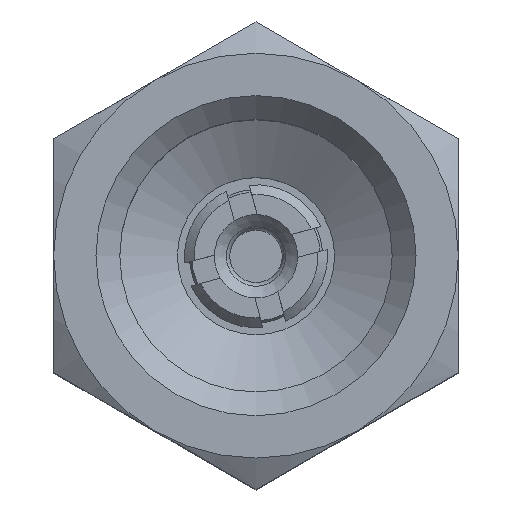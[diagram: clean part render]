
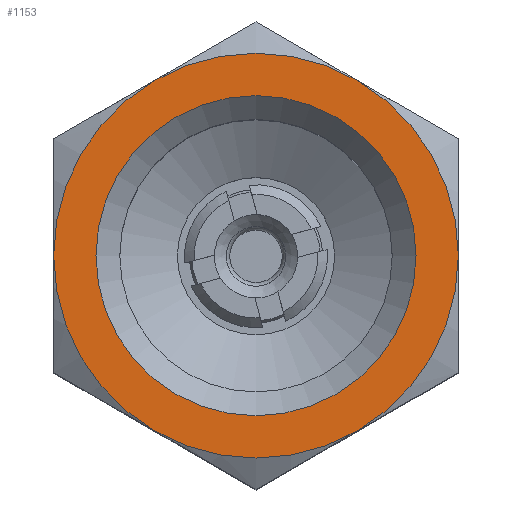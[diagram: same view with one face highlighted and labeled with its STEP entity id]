
A CAD part, top view. The second image highlights one B-rep face of the part: STEP entity #1153.
In plain terms, the highlighted planar face has unit normal (0, 0, 1).
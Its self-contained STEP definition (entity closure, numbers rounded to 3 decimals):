
#282=CARTESIAN_POINT('',(8.5,0.,26.0));
#283=VERTEX_POINT('',#282);
#297=CARTESIAN_POINT('',(4.25,7.361,26.0));
#298=VERTEX_POINT('',#297);
#312=CARTESIAN_POINT('',(0.0,0.0,26.0));
#313=DIRECTION('',(0.0,0.0,1.0));
#314=DIRECTION('',(-1.0,0.0,0.0));
#315=AXIS2_PLACEMENT_3D('',#312,#313,#314);
#316=CIRCLE('',#315,8.5);
#317=EDGE_CURVE('',#283,#298,#316,.T.);
#329=CARTESIAN_POINT('',(4.25,-7.361,26.0));
#330=VERTEX_POINT('',#329);
#357=CARTESIAN_POINT('',(0.0,0.0,26.0));
#358=DIRECTION('',(0.0,0.0,1.0));
#359=DIRECTION('',(-1.0,0.0,0.0));
#360=AXIS2_PLACEMENT_3D('',#357,#358,#359);
#361=CIRCLE('',#360,8.5);
#362=EDGE_CURVE('',#330,#283,#361,.T.);
#374=CARTESIAN_POINT('',(-4.25,-7.361,26.0));
#375=VERTEX_POINT('',#374);
#402=CARTESIAN_POINT('',(0.0,0.0,26.0));
#403=DIRECTION('',(0.0,0.0,1.0));
#404=DIRECTION('',(-1.0,0.0,0.0));
#405=AXIS2_PLACEMENT_3D('',#402,#403,#404);
#406=CIRCLE('',#405,8.5);
#407=EDGE_CURVE('',#375,#330,#406,.T.);
#432=CARTESIAN_POINT('',(-8.5,0.0,26.0));
#433=VERTEX_POINT('',#432);
#434=CARTESIAN_POINT('',(0.0,0.0,26.0));
#435=DIRECTION('',(0.0,0.0,1.0));
#436=DIRECTION('',(-1.0,0.0,0.0));
#437=AXIS2_PLACEMENT_3D('',#434,#435,#436);
#438=CIRCLE('',#437,8.5);
#439=EDGE_CURVE('',#433,#375,#438,.T.);
#477=CARTESIAN_POINT('',(-4.25,7.361,26.0));
#478=VERTEX_POINT('',#477);
#479=CARTESIAN_POINT('',(0.0,0.0,26.0));
#480=DIRECTION('',(0.0,0.0,1.0));
#481=DIRECTION('',(-1.0,0.0,0.0));
#482=AXIS2_PLACEMENT_3D('',#479,#480,#481);
#483=CIRCLE('',#482,8.5);
#484=EDGE_CURVE('',#478,#433,#483,.T.);
#522=CARTESIAN_POINT('',(0.0,0.0,26.0));
#523=DIRECTION('',(0.0,0.0,1.0));
#524=DIRECTION('',(-1.0,0.0,0.0));
#525=AXIS2_PLACEMENT_3D('',#522,#523,#524);
#526=CIRCLE('',#525,8.5);
#527=EDGE_CURVE('',#298,#478,#526,.T.);
#1084=CARTESIAN_POINT('',(6.722,0.,26.0));
#1085=VERTEX_POINT('',#1084);
#1086=CARTESIAN_POINT('',(0.,0.,26.0));
#1087=DIRECTION('',(0.0,0.0,1.0));
#1088=DIRECTION('',(-1.0,0.0,0.0));
#1089=AXIS2_PLACEMENT_3D('',#1086,#1087,#1088);
#1090=CIRCLE('',#1089,6.723);
#1091=EDGE_CURVE('',#1085,#1085,#1090,.T.);
#1137=CARTESIAN_POINT('',(0.0,0.0,26.0));
#1138=DIRECTION('',(0.0,0.0,-1.0));
#1139=DIRECTION('',(-1.0,0.0,0.0));
#1140=AXIS2_PLACEMENT_3D('',#1137,#1138,#1139);
#1141=PLANE('',#1140);
#1142=ORIENTED_EDGE('',*,*,#527,.T.);
#1143=ORIENTED_EDGE('',*,*,#484,.T.);
#1144=ORIENTED_EDGE('',*,*,#439,.T.);
#1145=ORIENTED_EDGE('',*,*,#407,.T.);
#1146=ORIENTED_EDGE('',*,*,#362,.T.);
#1147=ORIENTED_EDGE('',*,*,#317,.T.);
#1148=EDGE_LOOP('',(#1142,#1143,#1144,#1145,#1146,#1147));
#1149=FACE_OUTER_BOUND('',#1148,.T.);
#1150=ORIENTED_EDGE('',*,*,#1091,.F.);
#1151=EDGE_LOOP('',(#1150));
#1152=FACE_BOUND('',#1151,.T.);
#1153=ADVANCED_FACE('',(#1149,#1152),#1141,.F.);
